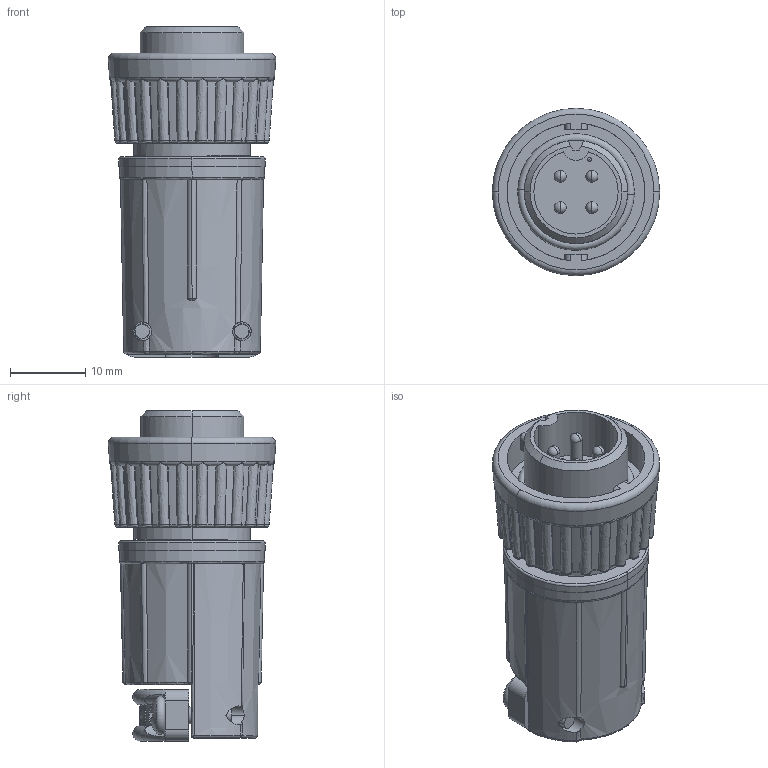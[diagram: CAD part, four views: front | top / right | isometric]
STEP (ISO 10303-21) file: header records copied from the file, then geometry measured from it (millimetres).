
FILE_DESCRIPTION (( 'STEP AP203' ), '1' );
FILE_NAME ('3380-4PG-5XX.STEP', '2021-04-09T21:16:06', ( '' ), ( '' ), 'SwSTEP 2.0', 'SolidWorks 2020', '' );
FILE_SCHEMA (( 'CONFIG_CONTROL_DESIGN' ));
Length unit declared in the file: inch
Products named in the file (1): 3380-4PG-5XX
Bounding box: 22.22 x 22.22 x 43.84 mm (x, y, z)
Volume: 9999.2 mm3; surface area: 5157.2 mm2
Topology: 1 solids, 1 shells, 471 faces, 1318 edges, 859 vertices
Faces by surface type: plane 135, bspline 110, cylinder 84, torus 69, cone 59, sphere 14
Entity records: 24143 total; most frequent: CARTESIAN_POINT 13256, ORIENTED_EDGE 2610, DIRECTION 1866, EDGE_CURVE 1305, VERTEX_POINT 856, AXIS2_PLACEMENT_3D 792, B_SPLINE_CURVE_WITH_KNOTS 541, EDGE_LOOP 493
